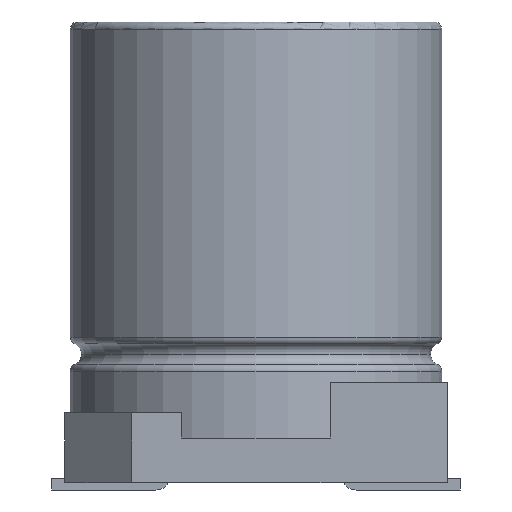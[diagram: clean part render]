
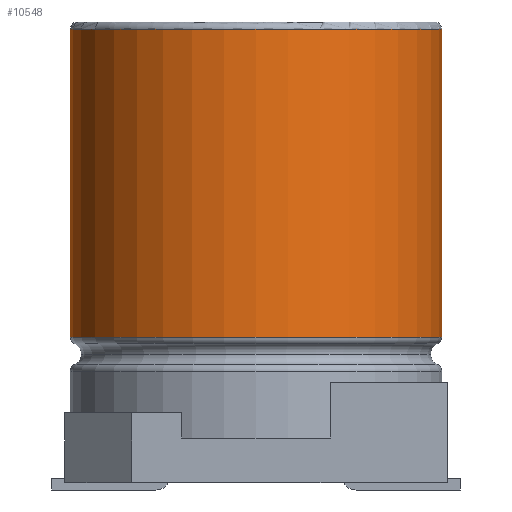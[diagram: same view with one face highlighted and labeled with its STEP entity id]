
A CAD part, front view. The second image highlights one B-rep face of the part: STEP entity #10548.
In plain terms, the highlighted cylindrical face has radius 5 mm (diameter 10 mm), a partial arc.
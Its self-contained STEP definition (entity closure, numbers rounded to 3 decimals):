
#55 = VERTEX_POINT ( 'NONE', #11049 ) ;
#592 = EDGE_LOOP ( 'NONE', ( #13709, #8970, #3652, #4854 ) ) ;
#787 = DIRECTION ( 'NONE',  ( 0., 0., -1. ) ) ;
#1133 = AXIS2_PLACEMENT_3D ( 'NONE', #6675, #2615, #5599 ) ;
#1620 = AXIS2_PLACEMENT_3D ( 'NONE', #5572, #4677, #3571 ) ;
#1782 = CARTESIAN_POINT ( 'NONE',  ( 5., 0., 11. ) ) ;
#2615 = DIRECTION ( 'NONE',  ( 0., 0., -1. ) ) ;
#3120 = DIRECTION ( 'NONE',  ( 0., 0., -1. ) ) ;
#3168 = CARTESIAN_POINT ( 'NONE',  ( -5., 0., 2.717 ) ) ;
#3571 = DIRECTION ( 'NONE',  ( 1., 0., 0. ) ) ;
#3652 = ORIENTED_EDGE ( 'NONE', *, *, #8069, .F. ) ;
#3927 = FACE_OUTER_BOUND ( 'NONE', #592, .T. ) ;
#4677 = DIRECTION ( 'NONE',  ( 0., 0., -1. ) ) ;
#4803 = DIRECTION ( 'NONE',  ( 0., 0., -1. ) ) ;
#4854 = ORIENTED_EDGE ( 'NONE', *, *, #13293, .F. ) ;
#5572 = CARTESIAN_POINT ( 'NONE',  ( 0., 0., 2.717 ) ) ;
#5599 = DIRECTION ( 'NONE',  ( 1., 0., 0. ) ) ;
#6118 = EDGE_CURVE ( 'NONE', #55, #11172, #10695, .T. ) ;
#6675 = CARTESIAN_POINT ( 'NONE',  ( 0., 0., 11. ) ) ;
#6703 = VERTEX_POINT ( 'NONE', #9222 ) ;
#7003 = VECTOR ( 'NONE', #3120, 1000. ) ;
#7134 = AXIS2_PLACEMENT_3D ( 'NONE', #13340, #787, #8374 ) ;
#7349 = CARTESIAN_POINT ( 'NONE',  ( -5., 0., 0. ) ) ;
#8069 = EDGE_CURVE ( 'NONE', #6703, #11172, #10156, .T. ) ;
#8374 = DIRECTION ( 'NONE',  ( 1., 0., 0. ) ) ;
#8970 = ORIENTED_EDGE ( 'NONE', *, *, #6118, .T. ) ;
#9053 = LINE ( 'NONE', #9187, #12765 ) ;
#9187 = CARTESIAN_POINT ( 'NONE',  ( 5., 0., 0. ) ) ;
#9222 = CARTESIAN_POINT ( 'NONE',  ( 5., 0., 2.717 ) ) ;
#10156 = CIRCLE ( 'NONE', #1620, 5. ) ;
#10548 = ADVANCED_FACE ( 'NONE', ( #3927 ), #13623, .T. ) ;
#10695 = LINE ( 'NONE', #7349, #7003 ) ;
#11049 = CARTESIAN_POINT ( 'NONE',  ( -5., 0., 11. ) ) ;
#11172 = VERTEX_POINT ( 'NONE', #3168 ) ;
#11982 = VERTEX_POINT ( 'NONE', #1782 ) ;
#12765 = VECTOR ( 'NONE', #4803, 1000. ) ;
#12836 = EDGE_CURVE ( 'NONE', #11982, #55, #13180, .T. ) ;
#13180 = CIRCLE ( 'NONE', #1133, 5. ) ;
#13293 = EDGE_CURVE ( 'NONE', #11982, #6703, #9053, .T. ) ;
#13340 = CARTESIAN_POINT ( 'NONE',  ( 0., 0., 0. ) ) ;
#13623 = CYLINDRICAL_SURFACE ( 'NONE', #7134, 5. ) ;
#13709 = ORIENTED_EDGE ( 'NONE', *, *, #12836, .T. ) ;
